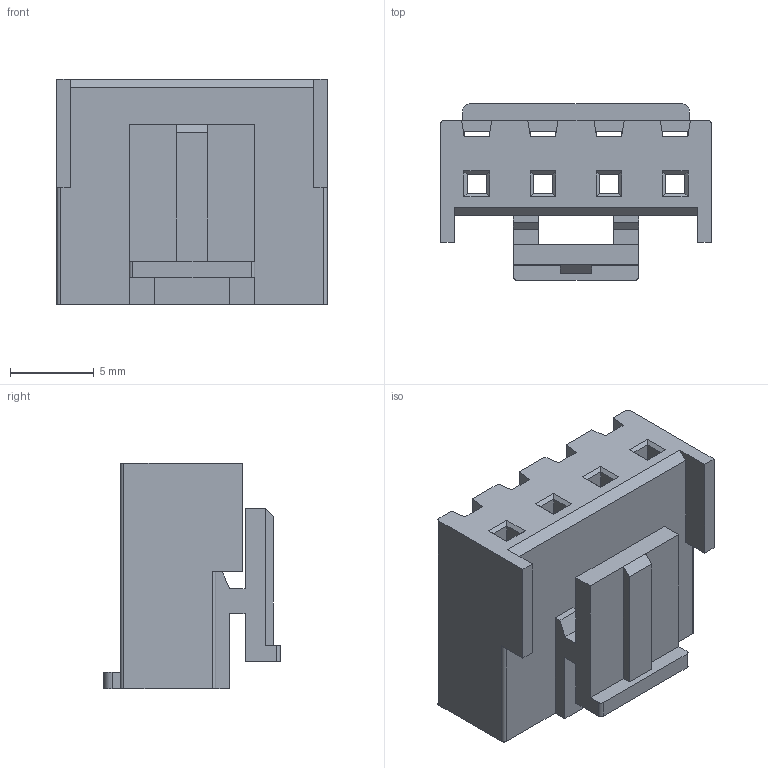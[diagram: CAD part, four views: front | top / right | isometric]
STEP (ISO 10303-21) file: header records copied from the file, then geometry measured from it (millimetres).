
FILE_DESCRIPTION (( 'STEP AP214' ), '1' );
FILE_NAME ('FHG39601-S04XXXXX .STEP', '2025-05-27T10:19:21', ( '' ), ( '' ), 'SwSTEP 2.0', 'SolidWorks 2021', '' );
FILE_SCHEMA (( 'AUTOMOTIVE_DESIGN' ));
Length unit declared in the file: millimetre
Products named in the file (1): FHG39601-S04XXXXX  
Bounding box: 16.17 x 10.55 x 13.5 mm (x, y, z)
Volume: 887.7 mm3; surface area: 1682.1 mm2
Topology: 1 solids, 1 shells, 134 faces, 388 edges, 250 vertices
Faces by surface type: plane 126, cylinder 8
Entity records: 4370 total; most frequent: ORIENTED_EDGE 776, CARTESIAN_POINT 773, DIRECTION 674, EDGE_CURVE 388, LINE 372, VECTOR 372, VERTEX_POINT 250, AXIS2_PLACEMENT_3D 151
